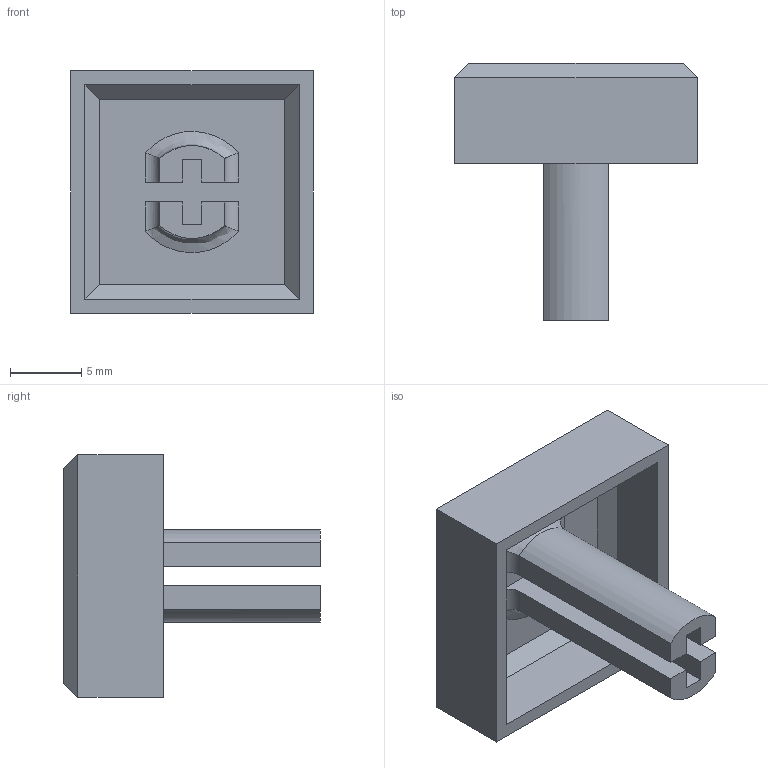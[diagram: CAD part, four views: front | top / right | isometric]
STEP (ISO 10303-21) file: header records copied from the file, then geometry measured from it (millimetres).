
FILE_DESCRIPTION(/* description */ (''),/* implementation_level */ '2;1');
FILE_NAME(/* name */ 'Carl_Keycap.step',/* time_stamp */ '2025-12-11T15:13:53-08:00',/* author */ (''),/* organization */ (''),/* preprocessor_version */ 'ST-DEVELOPER v20.1',/* originating_system */ 'Autodesk Translation Framework v14.21.0.0',/* authorisation */ '');
FILE_SCHEMA (('AUTOMOTIVE_DESIGN { 1 0 10303 214 3 1 1 }'));
Length unit declared in the file: millimetre
Products named in the file (1): Carl_Keycap
Bounding box: 17 x 18 x 17 mm (x, y, z)
Volume: 1154.9 mm3; surface area: 1777.5 mm2
Topology: 1 solids, 1 shells, 43 faces, 102 edges, 64 vertices
Faces by surface type: plane 35, cylinder 6, bspline 2
Entity records: 1355 total; most frequent: CARTESIAN_POINT 348, ORIENTED_EDGE 204, DIRECTION 184, EDGE_CURVE 102, LINE 88, VECTOR 88, VERTEX_POINT 64, AXIS2_PLACEMENT_3D 48
